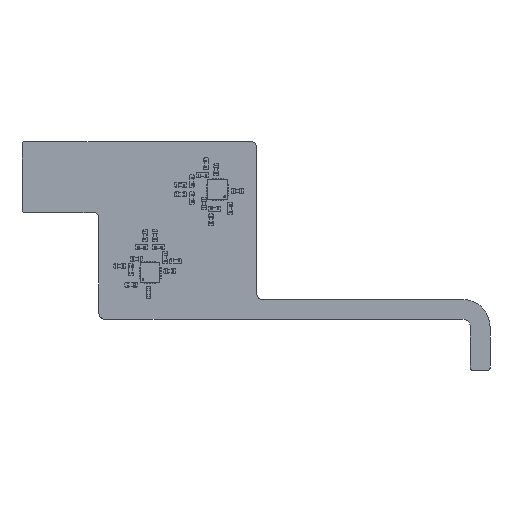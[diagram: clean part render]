
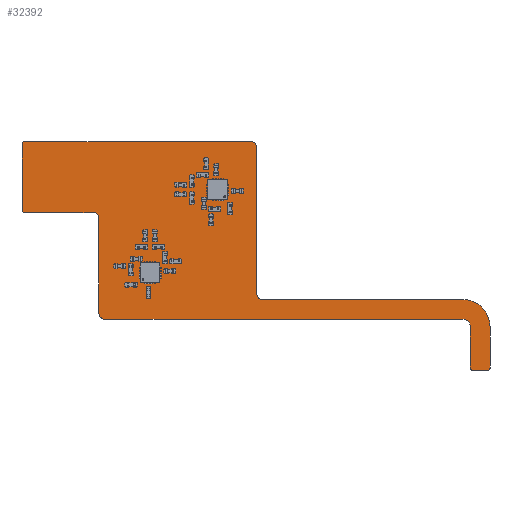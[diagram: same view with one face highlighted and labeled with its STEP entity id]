
A CAD part, top view. The second image highlights one B-rep face of the part: STEP entity #32392.
In plain terms, the highlighted planar face has unit normal (0, 0, 1).
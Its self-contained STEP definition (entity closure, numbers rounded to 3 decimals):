
#31603 = VERTEX_POINT('',#31604);
#31604 = CARTESIAN_POINT('',(-0.665,14.51,0.15));
#31610 = EDGE_CURVE('',#31603,#31611,#31613,.T.);
#31611 = VERTEX_POINT('',#31612);
#31612 = CARTESIAN_POINT('',(0.085,13.76,0.15));
#31613 = CIRCLE('',#31614,0.75);
#31614 = AXIS2_PLACEMENT_3D('',#31615,#31616,#31617);
#31615 = CARTESIAN_POINT('',(-0.665,13.76,0.15));
#31616 = DIRECTION('',(0.,0.,-1.));
#31617 = DIRECTION('',(0.,1.,0.));
#31643 = EDGE_CURVE('',#31611,#31644,#31646,.T.);
#31644 = VERTEX_POINT('',#31645);
#31645 = CARTESIAN_POINT('',(0.085,-4.76,0.15));
#31646 = LINE('',#31647,#31648);
#31647 = CARTESIAN_POINT('',(0.085,13.76,0.15));
#31648 = VECTOR('',#31649,1.);
#31649 = DIRECTION('',(0.,-1.,0.));
#31674 = EDGE_CURVE('',#31644,#31675,#31677,.T.);
#31675 = VERTEX_POINT('',#31676);
#31676 = CARTESIAN_POINT('',(0.835,-5.51,0.15));
#31677 = CIRCLE('',#31678,0.75);
#31678 = AXIS2_PLACEMENT_3D('',#31679,#31680,#31681);
#31679 = CARTESIAN_POINT('',(0.835,-4.76,0.15));
#31680 = DIRECTION('',(0.,0.,1.));
#31681 = DIRECTION('',(-1.,0.,0.));
#31707 = EDGE_CURVE('',#31675,#31708,#31710,.T.);
#31708 = VERTEX_POINT('',#31709);
#31709 = CARTESIAN_POINT('',(26.225,-5.51,0.15));
#31710 = LINE('',#31711,#31712);
#31711 = CARTESIAN_POINT('',(0.835,-5.51,0.15));
#31712 = VECTOR('',#31713,1.);
#31713 = DIRECTION('',(1.,0.,0.));
#31738 = EDGE_CURVE('',#31708,#31739,#31741,.T.);
#31739 = VERTEX_POINT('',#31740);
#31740 = CARTESIAN_POINT('',(29.675,-8.96,0.15));
#31741 = CIRCLE('',#31742,3.45);
#31742 = AXIS2_PLACEMENT_3D('',#31743,#31744,#31745);
#31743 = CARTESIAN_POINT('',(26.225,-8.96,0.15));
#31744 = DIRECTION('',(0.,0.,-1.));
#31745 = DIRECTION('',(0.,1.,0.));
#31771 = EDGE_CURVE('',#31739,#31772,#31774,.T.);
#31772 = VERTEX_POINT('',#31773);
#31773 = CARTESIAN_POINT('',(29.675,-12.51,0.15));
#31774 = LINE('',#31775,#31776);
#31775 = CARTESIAN_POINT('',(29.675,-8.96,0.15));
#31776 = VECTOR('',#31777,1.);
#31777 = DIRECTION('',(0.,-1.,0.));
#31802 = EDGE_CURVE('',#31772,#31803,#31805,.T.);
#31803 = VERTEX_POINT('',#31804);
#31804 = CARTESIAN_POINT('',(29.675,-14.21,0.15));
#31805 = LINE('',#31806,#31807);
#31806 = CARTESIAN_POINT('',(29.675,-12.51,0.15));
#31807 = VECTOR('',#31808,1.);
#31808 = DIRECTION('',(0.,-1.,0.));
#31833 = EDGE_CURVE('',#31803,#31834,#31836,.T.);
#31834 = VERTEX_POINT('',#31835);
#31835 = CARTESIAN_POINT('',(29.375,-14.51,0.15));
#31836 = CIRCLE('',#31837,0.3);
#31837 = AXIS2_PLACEMENT_3D('',#31838,#31839,#31840);
#31838 = CARTESIAN_POINT('',(29.375,-14.21,0.15));
#31839 = DIRECTION('',(0.,0.,-1.));
#31840 = DIRECTION('',(1.,0.,0.));
#31866 = EDGE_CURVE('',#31834,#31867,#31869,.T.);
#31867 = VERTEX_POINT('',#31868);
#31868 = CARTESIAN_POINT('',(27.475,-14.51,0.15));
#31869 = LINE('',#31870,#31871);
#31870 = CARTESIAN_POINT('',(29.375,-14.51,0.15));
#31871 = VECTOR('',#31872,1.);
#31872 = DIRECTION('',(-1.,0.,0.));
#31897 = EDGE_CURVE('',#31867,#31898,#31900,.T.);
#31898 = VERTEX_POINT('',#31899);
#31899 = CARTESIAN_POINT('',(27.175,-14.21,0.15));
#31900 = CIRCLE('',#31901,0.3);
#31901 = AXIS2_PLACEMENT_3D('',#31902,#31903,#31904);
#31902 = CARTESIAN_POINT('',(27.475,-14.21,0.15));
#31903 = DIRECTION('',(0.,0.,-1.));
#31904 = DIRECTION('',(0.,-1.,-0.));
#31930 = EDGE_CURVE('',#31898,#31931,#31933,.T.);
#31931 = VERTEX_POINT('',#31932);
#31932 = CARTESIAN_POINT('',(27.175,-12.51,0.15));
#31933 = LINE('',#31934,#31935);
#31934 = CARTESIAN_POINT('',(27.175,-14.21,0.15));
#31935 = VECTOR('',#31936,1.);
#31936 = DIRECTION('',(0.,1.,0.));
#31961 = EDGE_CURVE('',#31931,#31962,#31964,.T.);
#31962 = VERTEX_POINT('',#31963);
#31963 = CARTESIAN_POINT('',(27.175,-8.96,0.15));
#31964 = LINE('',#31965,#31966);
#31965 = CARTESIAN_POINT('',(27.175,-12.51,0.15));
#31966 = VECTOR('',#31967,1.);
#31967 = DIRECTION('',(0.,1.,0.));
#31992 = EDGE_CURVE('',#31962,#31993,#31995,.T.);
#31993 = VERTEX_POINT('',#31994);
#31994 = CARTESIAN_POINT('',(26.225,-8.01,0.15));
#31995 = CIRCLE('',#31996,0.95);
#31996 = AXIS2_PLACEMENT_3D('',#31997,#31998,#31999);
#31997 = CARTESIAN_POINT('',(26.225,-8.96,0.15));
#31998 = DIRECTION('',(0.,0.,1.));
#31999 = DIRECTION('',(1.,0.,-0.));
#32025 = EDGE_CURVE('',#31993,#32026,#32028,.T.);
#32026 = VERTEX_POINT('',#32027);
#32027 = CARTESIAN_POINT('',(-19.165,-8.01,0.15));
#32028 = LINE('',#32029,#32030);
#32029 = CARTESIAN_POINT('',(26.225,-8.01,0.15));
#32030 = VECTOR('',#32031,1.);
#32031 = DIRECTION('',(-1.,0.,0.));
#32056 = EDGE_CURVE('',#32026,#32057,#32059,.T.);
#32057 = VERTEX_POINT('',#32058);
#32058 = CARTESIAN_POINT('',(-19.915,-7.26,0.15));
#32059 = CIRCLE('',#32060,0.75);
#32060 = AXIS2_PLACEMENT_3D('',#32061,#32062,#32063);
#32061 = CARTESIAN_POINT('',(-19.165,-7.26,0.15));
#32062 = DIRECTION('',(0.,0.,-1.));
#32063 = DIRECTION('',(0.,-1.,-0.));
#32089 = EDGE_CURVE('',#32057,#32090,#32092,.T.);
#32090 = VERTEX_POINT('',#32091);
#32091 = CARTESIAN_POINT('',(-19.915,4.76,0.15));
#32092 = LINE('',#32093,#32094);
#32093 = CARTESIAN_POINT('',(-19.915,-7.26,0.15));
#32094 = VECTOR('',#32095,1.);
#32095 = DIRECTION('',(0.,1.,0.));
#32120 = EDGE_CURVE('',#32090,#32121,#32123,.T.);
#32121 = VERTEX_POINT('',#32122);
#32122 = CARTESIAN_POINT('',(-20.665,5.51,0.15));
#32123 = CIRCLE('',#32124,0.75);
#32124 = AXIS2_PLACEMENT_3D('',#32125,#32126,#32127);
#32125 = CARTESIAN_POINT('',(-20.665,4.76,0.15));
#32126 = DIRECTION('',(0.,0.,1.));
#32127 = DIRECTION('',(1.,0.,-0.));
#32153 = EDGE_CURVE('',#32121,#32154,#32156,.T.);
#32154 = VERTEX_POINT('',#32155);
#32155 = CARTESIAN_POINT('',(-27.675,5.51,0.15));
#32156 = LINE('',#32157,#32158);
#32157 = CARTESIAN_POINT('',(-20.665,5.51,0.15));
#32158 = VECTOR('',#32159,1.);
#32159 = DIRECTION('',(-1.,0.,0.));
#32184 = EDGE_CURVE('',#32154,#32185,#32187,.T.);
#32185 = VERTEX_POINT('',#32186);
#32186 = CARTESIAN_POINT('',(-29.375,5.51,0.15));
#32187 = LINE('',#32188,#32189);
#32188 = CARTESIAN_POINT('',(-27.675,5.51,0.15));
#32189 = VECTOR('',#32190,1.);
#32190 = DIRECTION('',(-1.,0.,0.));
#32215 = EDGE_CURVE('',#32185,#32216,#32218,.T.);
#32216 = VERTEX_POINT('',#32217);
#32217 = CARTESIAN_POINT('',(-29.675,5.81,0.15));
#32218 = CIRCLE('',#32219,0.3);
#32219 = AXIS2_PLACEMENT_3D('',#32220,#32221,#32222);
#32220 = CARTESIAN_POINT('',(-29.375,5.81,0.15));
#32221 = DIRECTION('',(0.,0.,-1.));
#32222 = DIRECTION('',(0.,-1.,-0.));
#32248 = EDGE_CURVE('',#32216,#32249,#32251,.T.);
#32249 = VERTEX_POINT('',#32250);
#32250 = CARTESIAN_POINT('',(-29.675,14.21,0.15));
#32251 = LINE('',#32252,#32253);
#32252 = CARTESIAN_POINT('',(-29.675,5.81,0.15));
#32253 = VECTOR('',#32254,1.);
#32254 = DIRECTION('',(0.,1.,0.));
#32279 = EDGE_CURVE('',#32249,#32280,#32282,.T.);
#32280 = VERTEX_POINT('',#32281);
#32281 = CARTESIAN_POINT('',(-29.375,14.51,0.15));
#32282 = CIRCLE('',#32283,0.3);
#32283 = AXIS2_PLACEMENT_3D('',#32284,#32285,#32286);
#32284 = CARTESIAN_POINT('',(-29.375,14.21,0.15));
#32285 = DIRECTION('',(0.,0.,-1.));
#32286 = DIRECTION('',(-1.,0.,0.));
#32312 = EDGE_CURVE('',#32280,#32313,#32315,.T.);
#32313 = VERTEX_POINT('',#32314);
#32314 = CARTESIAN_POINT('',(-27.675,14.51,0.15));
#32315 = LINE('',#32316,#32317);
#32316 = CARTESIAN_POINT('',(-29.375,14.51,0.15));
#32317 = VECTOR('',#32318,1.);
#32318 = DIRECTION('',(1.,0.,0.));
#32343 = EDGE_CURVE('',#32313,#31603,#32344,.T.);
#32344 = LINE('',#32345,#32346);
#32345 = CARTESIAN_POINT('',(-27.675,14.51,0.15));
#32346 = VECTOR('',#32347,1.);
#32347 = DIRECTION('',(1.,0.,0.));
#32392 = ADVANCED_FACE('',(#32393),#32419,.T.);
#32393 = FACE_BOUND('',#32394,.F.);
#32394 = EDGE_LOOP('',(#32395,#32396,#32397,#32398,#32399,#32400,#32401,
    #32402,#32403,#32404,#32405,#32406,#32407,#32408,#32409,#32410,
    #32411,#32412,#32413,#32414,#32415,#32416,#32417,#32418));
#32395 = ORIENTED_EDGE('',*,*,#31610,.T.);
#32396 = ORIENTED_EDGE('',*,*,#31643,.T.);
#32397 = ORIENTED_EDGE('',*,*,#31674,.T.);
#32398 = ORIENTED_EDGE('',*,*,#31707,.T.);
#32399 = ORIENTED_EDGE('',*,*,#31738,.T.);
#32400 = ORIENTED_EDGE('',*,*,#31771,.T.);
#32401 = ORIENTED_EDGE('',*,*,#31802,.T.);
#32402 = ORIENTED_EDGE('',*,*,#31833,.T.);
#32403 = ORIENTED_EDGE('',*,*,#31866,.T.);
#32404 = ORIENTED_EDGE('',*,*,#31897,.T.);
#32405 = ORIENTED_EDGE('',*,*,#31930,.T.);
#32406 = ORIENTED_EDGE('',*,*,#31961,.T.);
#32407 = ORIENTED_EDGE('',*,*,#31992,.T.);
#32408 = ORIENTED_EDGE('',*,*,#32025,.T.);
#32409 = ORIENTED_EDGE('',*,*,#32056,.T.);
#32410 = ORIENTED_EDGE('',*,*,#32089,.T.);
#32411 = ORIENTED_EDGE('',*,*,#32120,.T.);
#32412 = ORIENTED_EDGE('',*,*,#32153,.T.);
#32413 = ORIENTED_EDGE('',*,*,#32184,.T.);
#32414 = ORIENTED_EDGE('',*,*,#32215,.T.);
#32415 = ORIENTED_EDGE('',*,*,#32248,.T.);
#32416 = ORIENTED_EDGE('',*,*,#32279,.T.);
#32417 = ORIENTED_EDGE('',*,*,#32312,.T.);
#32418 = ORIENTED_EDGE('',*,*,#32343,.T.);
#32419 = PLANE('',#32420);
#32420 = AXIS2_PLACEMENT_3D('',#32421,#32422,#32423);
#32421 = CARTESIAN_POINT('',(0.,0.,0.15));
#32422 = DIRECTION('',(0.,0.,1.));
#32423 = DIRECTION('',(1.,0.,-0.));
